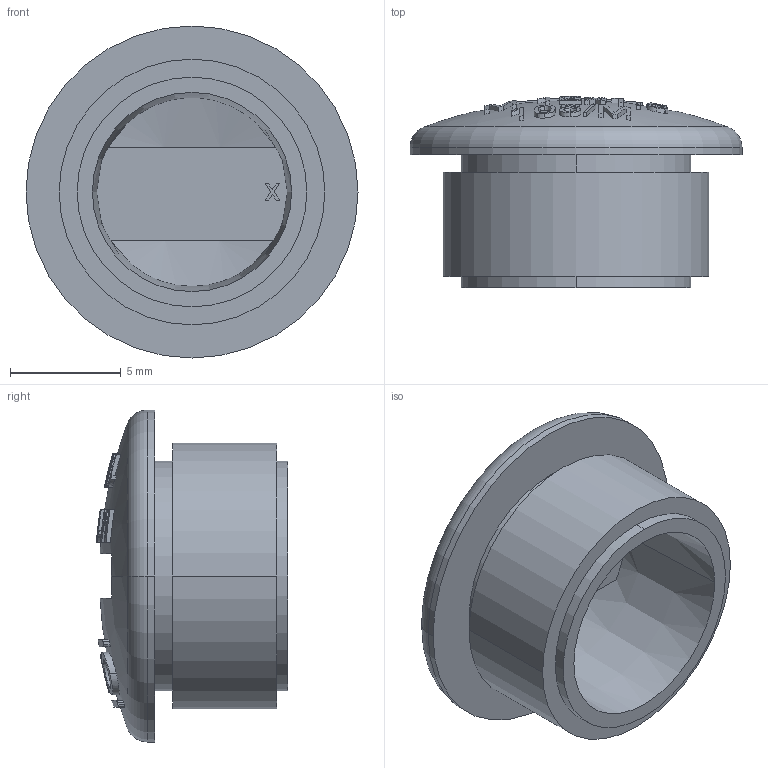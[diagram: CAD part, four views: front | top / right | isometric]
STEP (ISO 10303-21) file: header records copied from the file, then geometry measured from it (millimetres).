
FILE_DESCRIPTION((''),'2;1');
FILE_NAME('2033003','2015-06-02T',('AndreasKeweloh'),(''),'CREO PARAMETRIC BY PTC INC, 2014500','CREO PARAMETRIC BY PTC INC, 2014500','');
FILE_SCHEMA(('CONFIG_CONTROL_DESIGN'));
Length unit declared in the file: millimetre
Products named in the file (1): 2033003
Bounding box: 15 x 8.64 x 15 mm (x, y, z)
Volume: 553.3 mm3; surface area: 937.3 mm2
Topology: 1 solids, 1 shells, 267 faces, 705 edges, 469 vertices
Faces by surface type: plane 131, extrusion 73, cylinder 31, sphere 28, torus 2, cone 2
Entity records: 9951 total; most frequent: CARTESIAN_POINT 3424, ORIENTED_EDGE 1410, DIRECTION 1217, EDGE_CURVE 705, VERTEX_POINT 469, AXIS2_PLACEMENT_3D 441, VECTOR 335, EDGE_LOOP 296
